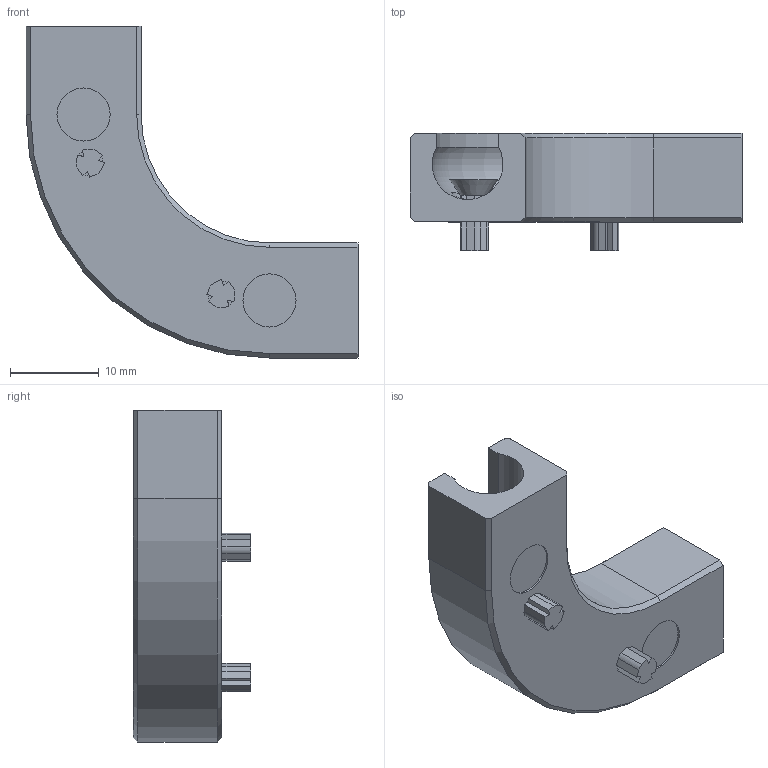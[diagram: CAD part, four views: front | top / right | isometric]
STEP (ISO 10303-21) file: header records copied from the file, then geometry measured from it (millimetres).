
FILE_DESCRIPTION(/* description */ ('STEP AP214'),/* implementation_level */ '2;1');
FILE_NAME(/* name */ '4133_PKS-6',/* time_stamp */ '2024-09-13T18:28:53+02:00',/* author */ ('License CC BY-ND 4.0'),/* organization */ ('CADENAS'),/* preprocessor_version */ 'ST-DEVELOPER v19.3',/* originating_system */ 'PARTsolutions',/* authorisation */ ' ');
FILE_SCHEMA (('AUTOMOTIVE_DESIGN {1 0 10303 214 3 1 1}'));
Length unit declared in the file: millimetre
Products named in the file (1): 4133 PKS-6
Bounding box: 37.5 x 13.25 x 37.5 mm (x, y, z)
Volume: 4236.6 mm3; surface area: 3441.7 mm2
Topology: 1 solids, 1 shells, 114 faces, 324 edges, 206 vertices
Faces by surface type: plane 75, cylinder 30, cone 8, torus 1
Full cylindrical faces by diameter (mm): 6 x2
Entity records: 4493 total; most frequent: CARTESIAN_POINT 756, ORIENTED_EDGE 628, DIRECTION 578, EDGE_CURVE 314, LINE 212, VECTOR 212, VERTEX_POINT 202, AXIS2_PLACEMENT_3D 183
